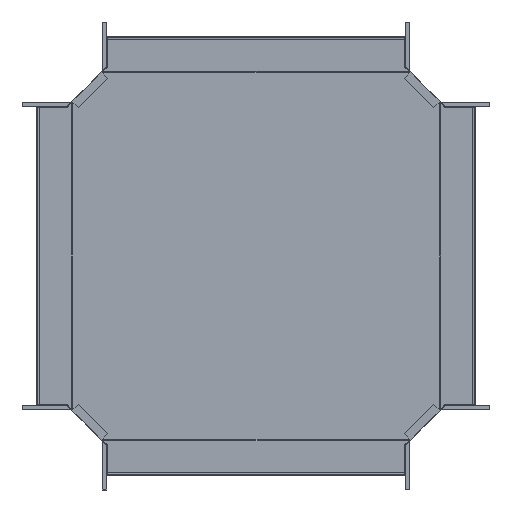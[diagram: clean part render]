
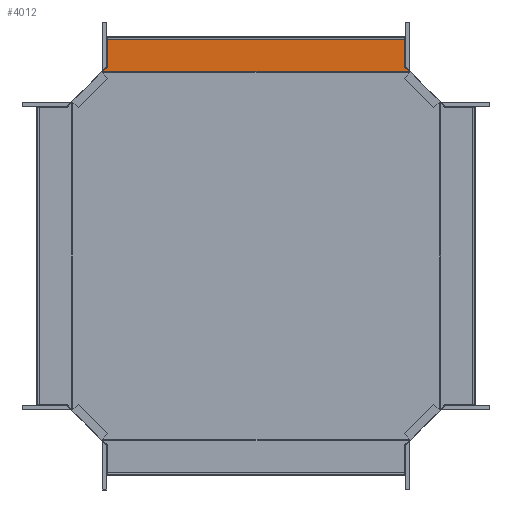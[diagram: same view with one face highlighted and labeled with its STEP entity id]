
A CAD part, front view. The second image highlights one B-rep face of the part: STEP entity #4012.
In plain terms, the highlighted planar face has unit normal (0, -1, 0).
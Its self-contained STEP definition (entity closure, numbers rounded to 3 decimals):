
#45 = EDGE_CURVE ( 'NONE', #2815, #490, #4667, .T. ) ;
#48 = VECTOR ( 'NONE', #56, 1000. ) ;
#56 = DIRECTION ( 'NONE',  ( 0.707, 0., -0.707 ) ) ;
#75 = EDGE_CURVE ( 'NONE', #3810, #1315, #169, .T. ) ;
#157 = ORIENTED_EDGE ( 'NONE', *, *, #2911, .F. ) ;
#169 = LINE ( 'NONE', #4176, #2132 ) ;
#218 = EDGE_CURVE ( 'NONE', #1315, #386, #2049, .T. ) ;
#288 = CARTESIAN_POINT ( 'NONE',  ( 245.035, -2.25, 298.212 ) ) ;
#383 = VERTEX_POINT ( 'NONE', #2795 ) ;
#386 = VERTEX_POINT ( 'NONE', #543 ) ;
#463 = CARTESIAN_POINT ( 'NONE',  ( -239.75, -2.25, 348.912 ) ) ;
#490 = VERTEX_POINT ( 'NONE', #5225 ) ;
#543 = CARTESIAN_POINT ( 'NONE',  ( -245.546, -2.25, 297.384 ) ) ;
#774 = ORIENTED_EDGE ( 'NONE', *, *, #1847, .T. ) ;
#929 = CARTESIAN_POINT ( 'NONE',  ( 239.75, -2.25, 303.497 ) ) ;
#1019 = CARTESIAN_POINT ( 'NONE',  ( 0., -2.25, 297.384 ) ) ;
#1053 = DIRECTION ( 'NONE',  ( -1., 0., 0. ) ) ;
#1080 = DIRECTION ( 'NONE',  ( 0., 0., -1. ) ) ;
#1187 = CARTESIAN_POINT ( 'NONE',  ( -245.035, -2.25, 298.212 ) ) ;
#1260 = ORIENTED_EDGE ( 'NONE', *, *, #3813, .F. ) ;
#1312 = LINE ( 'NONE', #929, #48 ) ;
#1315 = VERTEX_POINT ( 'NONE', #1187 ) ;
#1332 = CARTESIAN_POINT ( 'NONE',  ( -7.302, -2.25, 348.912 ) ) ;
#1512 = ORIENTED_EDGE ( 'NONE', *, *, #4370, .F. ) ;
#1667 = CARTESIAN_POINT ( 'NONE',  ( 245.546, -2.25, 297.384 ) ) ;
#1844 = EDGE_LOOP ( 'NONE', ( #3463, #1852, #1512, #1260, #157, #3145, #2484, #774 ) ) ;
#1847 = EDGE_CURVE ( 'NONE', #2611, #3810, #3390, .T. ) ;
#1852 = ORIENTED_EDGE ( 'NONE', *, *, #218, .T. ) ;
#1939 = VERTEX_POINT ( 'NONE', #2250 ) ;
#2049 = B_SPLINE_CURVE_WITH_KNOTS ( 'NONE', 3,
 ( #5612, #3890, #5701, #2990 ),
 .UNSPECIFIED., .F., .F.,
 ( 4, 4 ),
 ( 0.007, 0.008 ),
 .UNSPECIFIED. ) ;
#2132 = VECTOR ( 'NONE', #5116, 1000. ) ;
#2187 = B_SPLINE_CURVE_WITH_KNOTS ( 'NONE', 3,
 ( #288, #5203, #2601, #1667 ),
 .UNSPECIFIED., .F., .F.,
 ( 4, 4 ),
 ( 0.007, 0.008 ),
 .UNSPECIFIED. ) ;
#2250 = CARTESIAN_POINT ( 'NONE',  ( 245.546, -2.25, 297.384 ) ) ;
#2408 = LINE ( 'NONE', #1019, #4234 ) ;
#2458 = DIRECTION ( 'NONE',  ( 0., 0., -1. ) ) ;
#2484 = ORIENTED_EDGE ( 'NONE', *, *, #3944, .F. ) ;
#2506 = DIRECTION ( 'NONE',  ( 0., 0., -1. ) ) ;
#2533 = FACE_OUTER_BOUND ( 'NONE', #1844, .T. ) ;
#2601 = CARTESIAN_POINT ( 'NONE',  ( 245.389, -2.25, 297.667 ) ) ;
#2611 = VERTEX_POINT ( 'NONE', #463 ) ;
#2775 = CARTESIAN_POINT ( 'NONE',  ( 239.75, -2.25, 303.497 ) ) ;
#2783 = LINE ( 'NONE', #1332, #3769 ) ;
#2795 = CARTESIAN_POINT ( 'NONE',  ( 245.035, -2.25, 298.212 ) ) ;
#2815 = VERTEX_POINT ( 'NONE', #4323 ) ;
#2911 = EDGE_CURVE ( 'NONE', #490, #383, #1312, .T. ) ;
#2970 = VECTOR ( 'NONE', #1080, 1000. ) ;
#2990 = CARTESIAN_POINT ( 'NONE',  ( -245.546, -2.25, 297.384 ) ) ;
#3145 = ORIENTED_EDGE ( 'NONE', *, *, #45, .F. ) ;
#3359 = CARTESIAN_POINT ( 'NONE',  ( -239.75, -2.25, 303.497 ) ) ;
#3376 = CARTESIAN_POINT ( 'NONE',  ( 0., -2.25, -0.076 ) ) ;
#3380 = VECTOR ( 'NONE', #2458, 1000. ) ;
#3390 = LINE ( 'NONE', #3359, #3380 ) ;
#3463 = ORIENTED_EDGE ( 'NONE', *, *, #75, .T. ) ;
#3750 = DIRECTION ( 'NONE',  ( 1., 0., 0. ) ) ;
#3769 = VECTOR ( 'NONE', #3750, 1000. ) ;
#3810 = VERTEX_POINT ( 'NONE', #5257 ) ;
#3813 = EDGE_CURVE ( 'NONE', #383, #1939, #2187, .T. ) ;
#3890 = CARTESIAN_POINT ( 'NONE',  ( -245.212, -2.25, 297.94 ) ) ;
#3944 = EDGE_CURVE ( 'NONE', #2611, #2815, #2783, .T. ) ;
#4012 = ADVANCED_FACE ( 'NONE', ( #2533 ), #4246, .T. ) ;
#4176 = CARTESIAN_POINT ( 'NONE',  ( -239.75, -2.25, 303.497 ) ) ;
#4234 = VECTOR ( 'NONE', #1053, 1000. ) ;
#4246 = PLANE ( 'NONE',  #4697 ) ;
#4304 = DIRECTION ( 'NONE',  ( 0., -1., 0. ) ) ;
#4323 = CARTESIAN_POINT ( 'NONE',  ( 239.75, -2.25, 348.912 ) ) ;
#4370 = EDGE_CURVE ( 'NONE', #1939, #386, #2408, .T. ) ;
#4667 = LINE ( 'NONE', #2775, #2970 ) ;
#4697 = AXIS2_PLACEMENT_3D ( 'NONE', #3376, #4304, #2506 ) ;
#5116 = DIRECTION ( 'NONE',  ( -0.707, 0., -0.707 ) ) ;
#5203 = CARTESIAN_POINT ( 'NONE',  ( 245.212, -2.25, 297.94 ) ) ;
#5225 = CARTESIAN_POINT ( 'NONE',  ( 239.75, -2.25, 303.497 ) ) ;
#5257 = CARTESIAN_POINT ( 'NONE',  ( -239.75, -2.25, 303.497 ) ) ;
#5612 = CARTESIAN_POINT ( 'NONE',  ( -245.035, -2.25, 298.212 ) ) ;
#5701 = CARTESIAN_POINT ( 'NONE',  ( -245.389, -2.25, 297.667 ) ) ;
